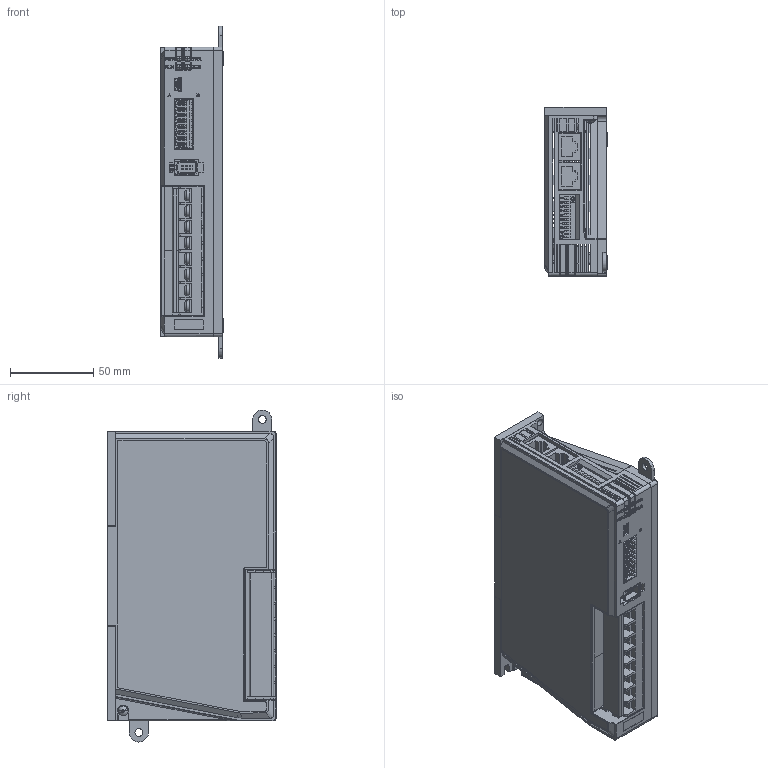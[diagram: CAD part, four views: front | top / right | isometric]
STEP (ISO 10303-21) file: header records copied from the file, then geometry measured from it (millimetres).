
FILE_DESCRIPTION(/* description */ (''),/* implementation_level */ '2;1');
FILE_NAME(/* name */ 'DF3E-0~2',/* time_stamp */ '2022-04-20T15:30:38+08:00',/* author */ (''),/* organization */ (''),/* preprocessor_version */ 'ST-DEVELOPER v15',/* originating_system */ '',/* authorisation */ '');
FILE_SCHEMA (('AUTOMOTIVE_DESIGN'));
Products named in the file (1): Document
Bounding box: 37.4 x 101.7 x 199.39 mm (x, y, z)
Surface area: 129134.8 mm2 (no closed solid volume)
Topology: 0 solids, 6731 shells, 6731 faces, 38582 edges, 38516 vertices
Faces by surface type: plane 5780, bspline 951
Entity records: 375528 total; most frequent: CARTESIAN_POINT 166110, ORIENTED_EDGE 38518, EDGE_CURVE 38518, VERTEX_POINT 38516, B_SPLINE_CURVE_WITH_KNOTS 35340, EDGE_LOOP 7082, PRESENTATION_LAYER_ASSIGNMENT 6731, SHELL_BASED_SURFACE_MODEL 6731
